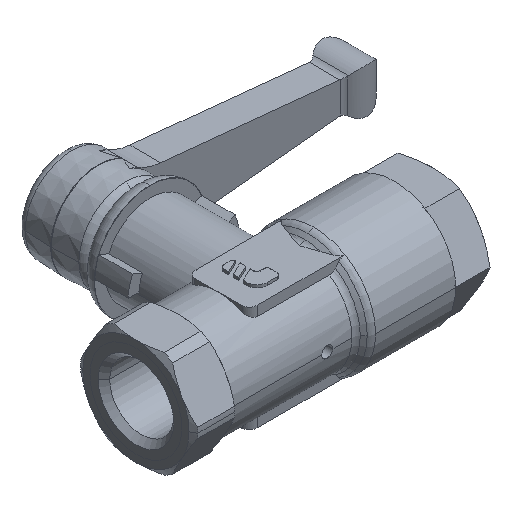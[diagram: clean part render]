
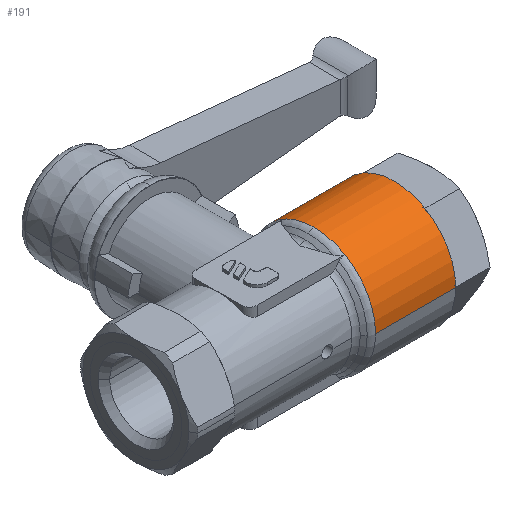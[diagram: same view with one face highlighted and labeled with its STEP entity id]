
A CAD part, isometric view. The second image highlights one B-rep face of the part: STEP entity #191.
In plain terms, the highlighted cylindrical face has radius 10.999 mm (diameter 21.998 mm), a partial arc.
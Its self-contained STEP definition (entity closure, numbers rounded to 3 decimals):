
#191=ADVANCED_FACE('',(#536),#537,.T.);
#536=FACE_OUTER_BOUND('',#932,.T.);
#537=CYLINDRICAL_SURFACE('',#933,10.999);
#932=EDGE_LOOP('',(#2226,#2227,#2228,#2229,#2230,#2231));
#933=AXIS2_PLACEMENT_3D('',#2232,#2233,#2234);
#2226=ORIENTED_EDGE('',*,*,#2681,.T.);
#2227=ORIENTED_EDGE('',*,*,#3019,.F.);
#2228=ORIENTED_EDGE('',*,*,#2684,.T.);
#2229=ORIENTED_EDGE('',*,*,#2756,.T.);
#2230=ORIENTED_EDGE('',*,*,#2668,.T.);
#2231=ORIENTED_EDGE('',*,*,#3020,.T.);
#2232=CARTESIAN_POINT('',(14.286,0.0,0.0));
#2233=DIRECTION('',(1.0,0.0,0.0));
#2234=DIRECTION('',(0.0,-1.0,0.0));
#2668=EDGE_CURVE('',#3223,#3220,#3224,.T.);
#2681=EDGE_CURVE('',#3248,#3156,#3249,.T.);
#2684=EDGE_CURVE('',#3159,#3251,#3253,.T.);
#2756=EDGE_CURVE('',#3251,#3223,#3383,.T.);
#3019=EDGE_CURVE('',#3159,#3156,#3795,.T.);
#3020=EDGE_CURVE('',#3220,#3248,#3796,.T.);
#3156=VERTEX_POINT('',#4086);
#3159=VERTEX_POINT('',#4090);
#3220=VERTEX_POINT('',#4238);
#3223=VERTEX_POINT('',#4241);
#3224=CIRCLE('',#4242,10.999);
#3248=VERTEX_POINT('',#4356);
#3249=LINE('',#4357,#4358);
#3251=VERTEX_POINT('',#4360);
#3253=LINE('',#4375,#4376);
#3383=B_SPLINE_CURVE_WITH_KNOTS('',3,(#4723,#4724,#4725,#4726,#4727,#4728,#4729,#4730,#4731,#4732,#4733,#4734,#4735,#4736),.UNSPECIFIED.,.F.,.F.,(4,2,2,2,2,2,4),(33.367,34.939,36.512,38.085,39.658,41.23,42.803),.UNSPECIFIED.);
#3795=CIRCLE('',#5718,10.999);
#3796=CIRCLE('',#5719,10.999);
#4086=CARTESIAN_POINT('',(21.45,-10.999,0.0));
#4090=CARTESIAN_POINT('',(21.45,10.999,0.));
#4238=CARTESIAN_POINT('',(7.121,0.,10.999));
#4241=CARTESIAN_POINT('',(7.121,10.377,3.645));
#4242=AXIS2_PLACEMENT_3D('',#6304,#6305,#6306);
#4356=CARTESIAN_POINT('',(7.121,-10.999,0.));
#4357=CARTESIAN_POINT('',(14.286,-10.999,0.));
#4358=VECTOR('',#6325,1.0);
#4360=CARTESIAN_POINT('',(8.,10.999,0.));
#4375=CARTESIAN_POINT('',(14.286,10.999,0.));
#4376=VECTOR('',#6329,1.0);
#4723=CARTESIAN_POINT('',(6.613,10.035,-4.502));
#4724=CARTESIAN_POINT('',(6.903,10.226,-4.076));
#4725=CARTESIAN_POINT('',(7.158,10.402,-3.611));
#4726=CARTESIAN_POINT('',(7.574,10.692,-2.63));
#4727=CARTESIAN_POINT('',(7.735,10.807,-2.113));
#4728=CARTESIAN_POINT('',(7.948,10.961,-1.06));
#4729=CARTESIAN_POINT('',(8.,10.999,-0.524));
#4730=CARTESIAN_POINT('',(8.,10.999,0.524));
#4731=CARTESIAN_POINT('',(7.948,10.961,1.06));
#4732=CARTESIAN_POINT('',(7.735,10.807,2.113));
#4733=CARTESIAN_POINT('',(7.574,10.692,2.63));
#4734=CARTESIAN_POINT('',(7.158,10.402,3.611));
#4735=CARTESIAN_POINT('',(6.903,10.226,4.076));
#4736=CARTESIAN_POINT('',(6.613,10.035,4.502));
#5718=AXIS2_PLACEMENT_3D('',#6905,#6906,#6907);
#5719=AXIS2_PLACEMENT_3D('',#6908,#6909,#6910);
#6304=CARTESIAN_POINT('',(7.121,0.0,0.0));
#6305=DIRECTION('',(1.0,0.0,0.0));
#6306=DIRECTION('',(0.0,-1.0,0.0));
#6325=DIRECTION('',(1.0,0.0,0.0));
#6329=DIRECTION('',(-1.0,-0.0,-0.0));
#6905=CARTESIAN_POINT('',(21.45,0.0,0.0));
#6906=DIRECTION('',(1.0,0.0,0.0));
#6907=DIRECTION('',(0.0,-1.0,0.0));
#6908=CARTESIAN_POINT('',(7.121,0.0,0.0));
#6909=DIRECTION('',(1.0,0.0,0.0));
#6910=DIRECTION('',(0.0,-1.0,0.0));
